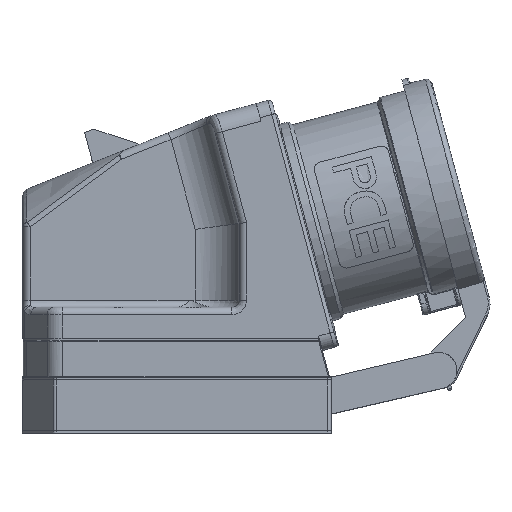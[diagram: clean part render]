
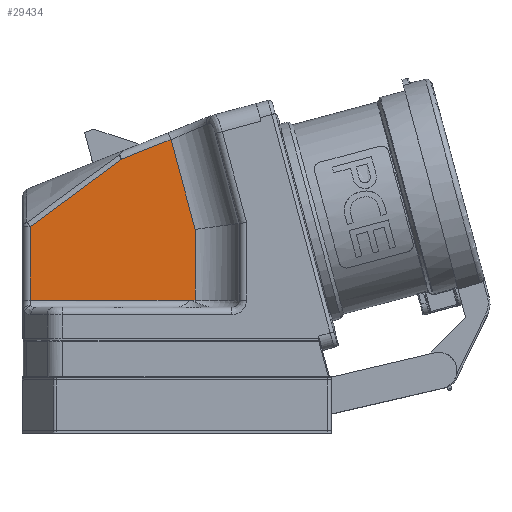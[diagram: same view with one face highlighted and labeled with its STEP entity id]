
A CAD part, top view. The second image highlights one B-rep face of the part: STEP entity #29434.
In plain terms, the highlighted planar face has unit normal (0, 0, 1).
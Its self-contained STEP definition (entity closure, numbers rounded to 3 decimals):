
#906 = EDGE_CURVE ( 'NONE', #26578, #46297, #44828, .T. ) ;
#925 = CARTESIAN_POINT ( 'NONE',  ( -41.954, -16.386, 23. ) ) ;
#1112 = VERTEX_POINT ( 'NONE', #33706 ) ;
#1426 = VECTOR ( 'NONE', #20427, 1000. ) ;
#1494 = CARTESIAN_POINT ( 'NONE',  ( 5.232, -16.386, 23. ) ) ;
#3221 = VERTEX_POINT ( 'NONE', #11510 ) ;
#3465 = CARTESIAN_POINT ( 'NONE',  ( -2.257, 30.974, 23. ) ) ;
#3703 = DIRECTION ( 'NONE',  ( 1., 0., 0. ) ) ;
#4049 = ORIENTED_EDGE ( 'NONE', *, *, #28955, .T. ) ;
#5457 = CARTESIAN_POINT ( 'NONE',  ( 4.161, -16.386, 23. ) ) ;
#6176 = EDGE_CURVE ( 'NONE', #3221, #46427, #15291, .T. ) ;
#7056 = LINE ( 'NONE', #19720, #28403 ) ;
#7402 = VERTEX_POINT ( 'NONE', #16556 ) ;
#8456 = VECTOR ( 'NONE', #59347, 1000. ) ;
#10030 = EDGE_CURVE ( 'NONE', #7402, #3221, #18894, .T. ) ;
#11510 = CARTESIAN_POINT ( 'NONE',  ( -1.365, 27.646, 23. ) ) ;
#12370 = ORIENTED_EDGE ( 'NONE', *, *, #906, .T. ) ;
#12749 = LINE ( 'NONE', #39547, #15078 ) ;
#12992 = ORIENTED_EDGE ( 'NONE', *, *, #38853, .T. ) ;
#13066 = AXIS2_PLACEMENT_3D ( 'NONE', #29748, #54486, #3703 ) ;
#14167 = DIRECTION ( 'NONE',  ( -0.804, -0.594, 0. ) ) ;
#14743 = PLANE ( 'NONE',  #13066 ) ;
#15078 = VECTOR ( 'NONE', #14167, 1000. ) ;
#15291 = LINE ( 'NONE', #27146, #35054 ) ;
#16556 = CARTESIAN_POINT ( 'NONE',  ( 5.232, 3.023, 23. ) ) ;
#18894 = LINE ( 'NONE', #3465, #61616 ) ;
#19720 = CARTESIAN_POINT ( 'NONE',  ( -39.954, -16.386, 23. ) ) ;
#20427 = DIRECTION ( 'NONE',  ( 1., 0., 0. ) ) ;
#22673 = ORIENTED_EDGE ( 'NONE', *, *, #59233, .T. ) ;
#25009 = DIRECTION ( 'NONE',  ( 0., -1., 0. ) ) ;
#25058 = CARTESIAN_POINT ( 'NONE',  ( -41.954, -16.386, 23. ) ) ;
#26578 = VERTEX_POINT ( 'NONE', #5457 ) ;
#27146 = CARTESIAN_POINT ( 'NONE',  ( -52.222, 7.367, 23. ) ) ;
#28403 = VECTOR ( 'NONE', #25009, 1000. ) ;
#28955 = EDGE_CURVE ( 'NONE', #46427, #1112, #12749, .T. ) ;
#29434 = ADVANCED_FACE ( 'NONE', ( #55374 ), #14743, .T. ) ;
#29748 = CARTESIAN_POINT ( 'NONE',  ( -41.954, -18.386, 23. ) ) ;
#33706 = CARTESIAN_POINT ( 'NONE',  ( -39.954, 3.736, 23. ) ) ;
#34550 = ORIENTED_EDGE ( 'NONE', *, *, #10030, .T. ) ;
#35054 = VECTOR ( 'NONE', #62989, 1000. ) ;
#35302 = LINE ( 'NONE', #925, #63013 ) ;
#37227 = CARTESIAN_POINT ( 'NONE',  ( -39.954, -16.386, 23. ) ) ;
#38853 = EDGE_CURVE ( 'NONE', #46297, #7402, #40052, .T. ) ;
#39222 = ORIENTED_EDGE ( 'NONE', *, *, #47437, .T. ) ;
#39547 = CARTESIAN_POINT ( 'NONE',  ( 27.39, 53.514, 23. ) ) ;
#40052 = LINE ( 'NONE', #59131, #8456 ) ;
#41531 = DIRECTION ( 'NONE',  ( 1., 0., 0. ) ) ;
#41799 = ORIENTED_EDGE ( 'NONE', *, *, #6176, .T. ) ;
#44828 = LINE ( 'NONE', #25058, #1426 ) ;
#46297 = VERTEX_POINT ( 'NONE', #1494 ) ;
#46427 = VERTEX_POINT ( 'NONE', #48284 ) ;
#47437 = EDGE_CURVE ( 'NONE', #1112, #57874, #7056, .T. ) ;
#48284 = CARTESIAN_POINT ( 'NONE',  ( -14.917, 22.242, 23. ) ) ;
#51708 = EDGE_LOOP ( 'NONE', ( #41799, #4049, #39222, #22673, #12370, #12992, #34550 ) ) ;
#54034 = DIRECTION ( 'NONE',  ( -0.259, 0.966, 0. ) ) ;
#54486 = DIRECTION ( 'NONE',  ( 0., 0., 1. ) ) ;
#55374 = FACE_OUTER_BOUND ( 'NONE', #51708, .T. ) ;
#57874 = VERTEX_POINT ( 'NONE', #37227 ) ;
#59131 = CARTESIAN_POINT ( 'NONE',  ( 5.232, 4.618, 23. ) ) ;
#59233 = EDGE_CURVE ( 'NONE', #57874, #26578, #35302, .T. ) ;
#59347 = DIRECTION ( 'NONE',  ( 0., 1., 0. ) ) ;
#61616 = VECTOR ( 'NONE', #54034, 1000. ) ;
#62989 = DIRECTION ( 'NONE',  ( -0.929, -0.37, 0. ) ) ;
#63013 = VECTOR ( 'NONE', #41531, 1000. ) ;
